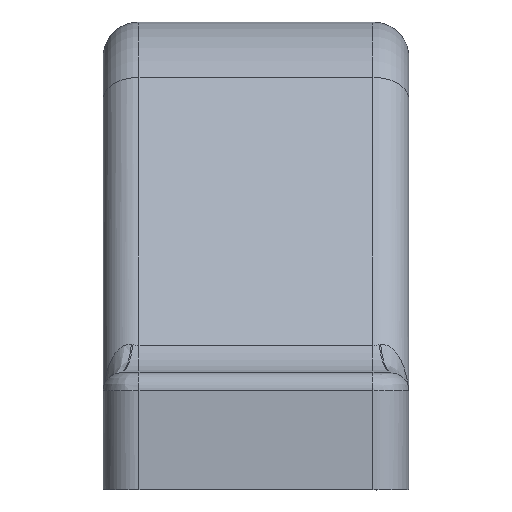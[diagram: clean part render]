
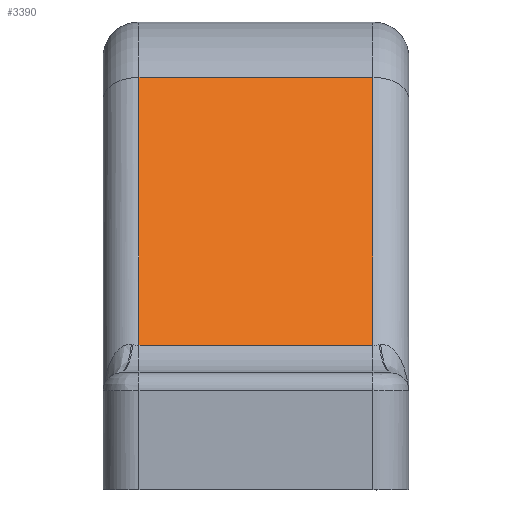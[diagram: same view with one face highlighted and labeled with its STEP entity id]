
A CAD part, left-side view. The second image highlights one B-rep face of the part: STEP entity #3390.
In plain terms, the highlighted planar face has unit normal (-0.788, 0, 0.616).
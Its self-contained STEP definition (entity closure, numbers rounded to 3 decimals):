
#106 = ORIENTED_EDGE ( 'NONE', *, *, #1075, .T. ) ;
#250 = CARTESIAN_POINT ( 'NONE',  ( -63.127, 30., -45. ) ) ;
#425 = CARTESIAN_POINT ( 'NONE',  ( -27.304, 30., 0.851 ) ) ;
#535 = LINE ( 'NONE', #1810, #3809 ) ;
#561 = CARTESIAN_POINT ( 'NONE',  ( -50.568, 4., -28.925 ) ) ;
#963 = CARTESIAN_POINT ( 'NONE',  ( -17.368, 4., 13.569 ) ) ;
#1075 = EDGE_CURVE ( 'NONE', #1968, #4510, #4182, .T. ) ;
#1183 = EDGE_CURVE ( 'NONE', #3753, #1968, #535, .T. ) ;
#1304 = CARTESIAN_POINT ( 'NONE',  ( -50.568, 30., -28.925 ) ) ;
#1348 = DIRECTION ( 'NONE',  ( 0., 1., 0. ) ) ;
#1367 = ORIENTED_EDGE ( 'NONE', *, *, #1183, .T. ) ;
#1426 = PLANE ( 'NONE',  #4933 ) ;
#1642 = DIRECTION ( 'NONE',  ( 0., -1., 0. ) ) ;
#1810 = CARTESIAN_POINT ( 'NONE',  ( -27.304, 34., 0.851 ) ) ;
#1833 = VECTOR ( 'NONE', #5098, 1000. ) ;
#1887 = EDGE_CURVE ( 'NONE', #3407, #3753, #3162, .T. ) ;
#1968 = VERTEX_POINT ( 'NONE', #425 ) ;
#2057 = VECTOR ( 'NONE', #1642, 1000. ) ;
#2215 = EDGE_CURVE ( 'NONE', #4510, #3407, #5205, .T. ) ;
#2337 = DIRECTION ( 'NONE',  ( 0.616, 0., 0.788 ) ) ;
#2418 = VECTOR ( 'NONE', #2337, 1000. ) ;
#2623 = EDGE_LOOP ( 'NONE', ( #106, #4707, #3490, #1367 ) ) ;
#3161 = CARTESIAN_POINT ( 'NONE',  ( -17.368, 34., 13.569 ) ) ;
#3162 = LINE ( 'NONE', #963, #2418 ) ;
#3390 = ADVANCED_FACE ( 'NONE', ( #4447 ), #1426, .F. ) ;
#3407 = VERTEX_POINT ( 'NONE', #561 ) ;
#3490 = ORIENTED_EDGE ( 'NONE', *, *, #1887, .T. ) ;
#3753 = VERTEX_POINT ( 'NONE', #4232 ) ;
#3771 = CARTESIAN_POINT ( 'NONE',  ( -50.568, 4., -28.925 ) ) ;
#3809 = VECTOR ( 'NONE', #1348, 1000. ) ;
#4046 = DIRECTION ( 'NONE',  ( -0.616, 0., -0.788 ) ) ;
#4182 = LINE ( 'NONE', #250, #1833 ) ;
#4232 = CARTESIAN_POINT ( 'NONE',  ( -27.304, 4., 0.851 ) ) ;
#4447 = FACE_OUTER_BOUND ( 'NONE', #2623, .T. ) ;
#4510 = VERTEX_POINT ( 'NONE', #1304 ) ;
#4707 = ORIENTED_EDGE ( 'NONE', *, *, #2215, .T. ) ;
#4923 = DIRECTION ( 'NONE',  ( 0.788, 0., -0.616 ) ) ;
#4933 = AXIS2_PLACEMENT_3D ( 'NONE', #3161, #4923, #4046 ) ;
#5098 = DIRECTION ( 'NONE',  ( -0.616, 0., -0.788 ) ) ;
#5205 = LINE ( 'NONE', #3771, #2057 ) ;
